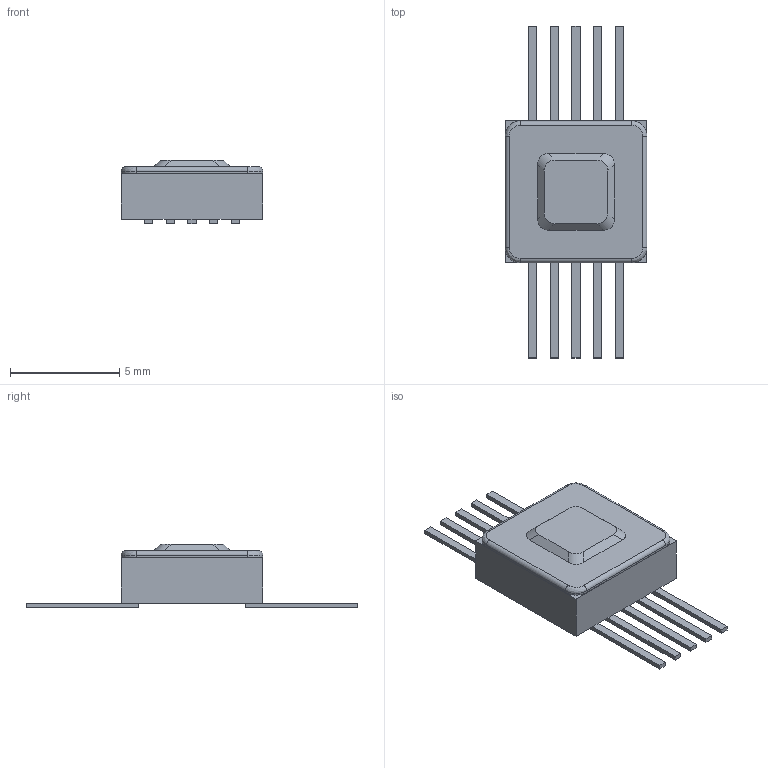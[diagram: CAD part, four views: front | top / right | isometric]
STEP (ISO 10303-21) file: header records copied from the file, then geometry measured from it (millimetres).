
FILE_DESCRIPTION (( 'STEP AP214' ), '1' );
FILE_NAME ('H02_8-1B.STEP', '2020-03-19T06:11:51', ( '' ), ( '' ), 'SwSTEP 2.0', 'SolidWorks 2019', '' );
FILE_SCHEMA (( 'AUTOMOTIVE_DESIGN' ));
Length unit declared in the file: millimetre
Products named in the file (1): H02_8-1B
Bounding box: 6.5 x 15.2 x 2.9 mm (x, y, z)
Volume: 107.9 mm3; surface area: 307.8 mm2
Topology: 3 solids, 3 shells, 94 faces, 236 edges, 148 vertices
Faces by surface type: plane 78, cylinder 12, bspline 4
Entity records: 3862 total; most frequent: CARTESIAN_POINT 575, ORIENTED_EDGE 472, DIRECTION 422, EDGE_CURVE 236, LINE 208, VECTOR 208, VERTEX_POINT 148, AXIS2_PLACEMENT_3D 107
